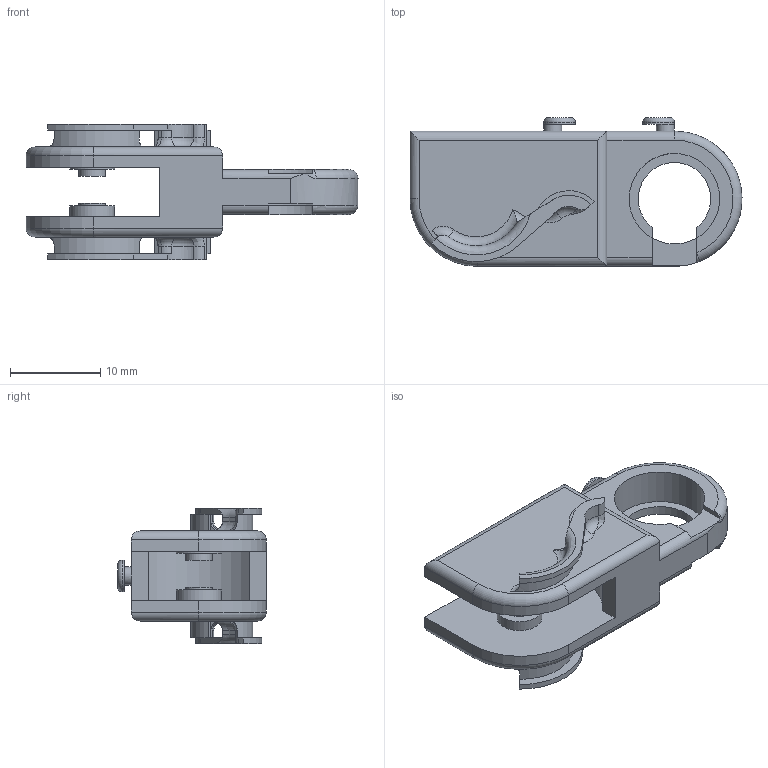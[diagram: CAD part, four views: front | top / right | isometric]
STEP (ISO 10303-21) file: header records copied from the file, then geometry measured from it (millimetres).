
FILE_DESCRIPTION(/* description */ (''),/* implementation_level */ '2;1');
FILE_NAME(/* name */ 'MCPIntermediate60deg.step',/* time_stamp */ '2024-03-08T11:32:27+07:00',/* author */ (''),/* organization */ (''),/* preprocessor_version */ 'ST-DEVELOPER v20',/* originating_system */ 'Autodesk Translation Framework v12.20.1.177',/* authorisation */ '');
FILE_SCHEMA (('AUTOMOTIVE_DESIGN { 1 0 10303 214 3 1 1 }'));
Length unit declared in the file: millimetre
Products named in the file (2): Pam's index finger; Intermediate
Assembly tree (1 placements, depth 2):
  Pam's index finger
    Intermediate
Bounding box: 36.85 x 16.5 x 15 mm (x, y, z)
Volume: 2615.2 mm3; surface area: 2496.2 mm2
Topology: 3 solids, 3 shells, 122 faces, 313 edges, 199 vertices
Faces by surface type: plane 53, cylinder 50, torus 16, bspline 3
Full cylindrical faces by diameter (mm): 2 x2, 2.95 x2, 3.5 x2, 4.95 x2, 10.05 x1
Entity records: 4044 total; most frequent: CARTESIAN_POINT 949, DIRECTION 666, ORIENTED_EDGE 626, EDGE_CURVE 313, AXIS2_PLACEMENT_3D 254, VERTEX_POINT 199, LINE 158, VECTOR 158
